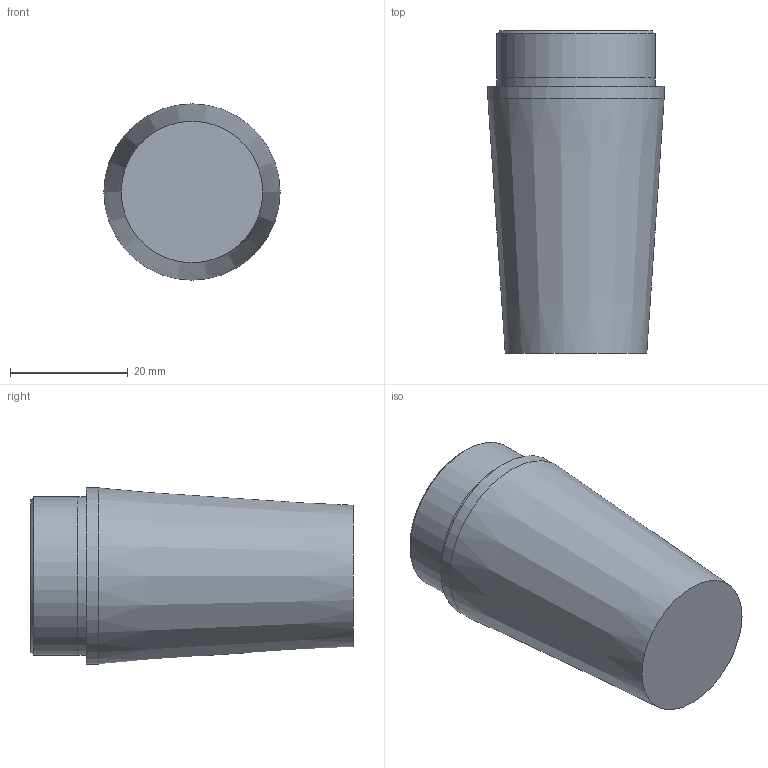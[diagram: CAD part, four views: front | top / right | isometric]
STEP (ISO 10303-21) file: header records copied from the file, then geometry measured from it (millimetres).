
FILE_DESCRIPTION(/* description */ ('Unknown'),/* implementation_level */ '2;1');
FILE_NAME(/* name */ '6.06.34',/* time_stamp */ '2021-01-05T10:56:44-05:00',/* author */ ('Unknown'),/* organization */ ('Unknown'),/* preprocessor_version */ 'ST-DEVELOPER v16.7',/* originating_system */ 'Solid Edge',/* authorisation */ 'Unknown');
FILE_SCHEMA (('AUTOMOTIVE_DESIGN {1 0 10303 214 3 1 1}'));
Length unit declared in the file: millimetre
Products named in the file (1): 6.06.34
Bounding box: 29.9 x 54.7 x 29.9 mm (x, y, z)
Volume: 13428.9 mm3; surface area: 9184.8 mm2
Topology: 1 solids, 1 shells, 13 faces, 22 edges, 14 vertices
Faces by surface type: cylinder 5, plane 5, cone 3
Full cylindrical faces by diameter (mm): 20 x1, 22.2 x1, 26.9 x2, 29.9 x1
Entity records: 369 total; most frequent: DIRECTION 52, CARTESIAN_POINT 38, AXIS2_PLACEMENT_3D 26, ORIENTED_EDGE 24, EDGE_LOOP 24, FACE_BOUND 24, STYLED_ITEM 13, PRESENTATION_STYLE_ASSIGNMENT 13
